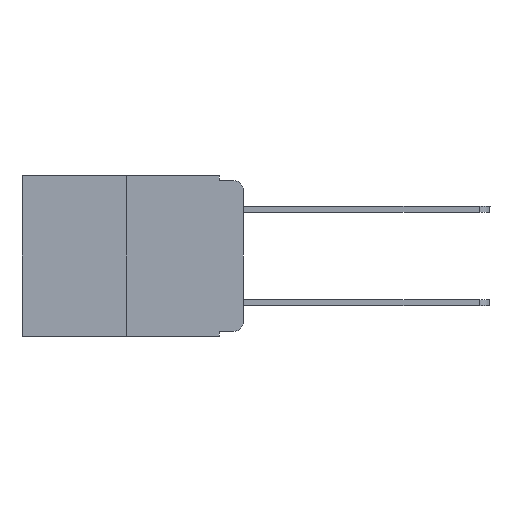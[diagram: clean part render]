
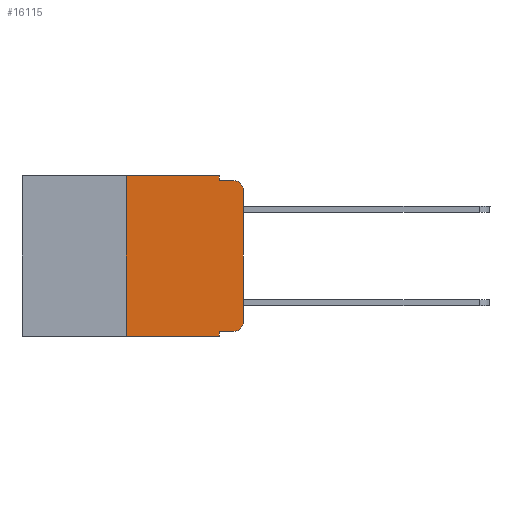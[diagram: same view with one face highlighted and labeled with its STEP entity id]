
A CAD part, left-side view. The second image highlights one B-rep face of the part: STEP entity #16115.
In plain terms, the highlighted planar face has unit normal (-1, 0, 0).
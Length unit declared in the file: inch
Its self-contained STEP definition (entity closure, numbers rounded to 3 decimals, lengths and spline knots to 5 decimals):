
#244 = ORIENTED_EDGE ( 'NONE', *, *, #17230, .F. ) ;
#257 = VECTOR ( 'NONE', #14330, 39.37008 ) ;
#810 = CARTESIAN_POINT ( 'NONE',  ( 0., 0.25, 0. ) ) ;
#945 = ORIENTED_EDGE ( 'NONE', *, *, #16233, .F. ) ;
#1076 = EDGE_CURVE ( 'NONE', #20857, #7854, #9428, .T. ) ;
#1095 = DIRECTION ( 'NONE',  ( 0., -1., 0. ) ) ;
#1222 = DIRECTION ( 'NONE',  ( 0., 0., -1. ) ) ;
#1451 = ORIENTED_EDGE ( 'NONE', *, *, #1076, .T. ) ;
#1942 = VERTEX_POINT ( 'NONE', #18055 ) ;
#2104 = VECTOR ( 'NONE', #6965, 39.37008 ) ;
#2133 = ORIENTED_EDGE ( 'NONE', *, *, #18337, .T. ) ;
#2618 = FACE_OUTER_BOUND ( 'NONE', #13314, .T. ) ;
#2758 = VERTEX_POINT ( 'NONE', #10278 ) ;
#2844 = CARTESIAN_POINT ( 'NONE',  ( 0., 0.02, -0.03 ) ) ;
#3035 = LINE ( 'NONE', #6214, #12263 ) ;
#3058 = CARTESIAN_POINT ( 'NONE',  ( 0., 0.051, 0. ) ) ;
#3177 = VERTEX_POINT ( 'NONE', #4592 ) ;
#3264 = EDGE_CURVE ( 'NONE', #13500, #9597, #10130, .T. ) ;
#3478 = LINE ( 'NONE', #9991, #2104 ) ;
#3532 = CARTESIAN_POINT ( 'NONE',  ( 0., 0.02, -0.313 ) ) ;
#4375 = EDGE_CURVE ( 'NONE', #11335, #19952, #3035, .T. ) ;
#4481 = EDGE_CURVE ( 'NONE', #7172, #2758, #19789, .T. ) ;
#4592 = CARTESIAN_POINT ( 'NONE',  ( 0., 0.051, -0.333 ) ) ;
#5086 = CARTESIAN_POINT ( 'NONE',  ( 0., 0.02, -0.01 ) ) ;
#5113 = ORIENTED_EDGE ( 'NONE', *, *, #15887, .F. ) ;
#5433 = CARTESIAN_POINT ( 'NONE',  ( 0., 0.473, 0. ) ) ;
#6214 = CARTESIAN_POINT ( 'NONE',  ( 0., 0.051, -0.01 ) ) ;
#6965 = DIRECTION ( 'NONE',  ( 0., -1., 0. ) ) ;
#7100 = DIRECTION ( 'NONE',  ( 0., 0., -1. ) ) ;
#7172 = VERTEX_POINT ( 'NONE', #810 ) ;
#7308 = CARTESIAN_POINT ( 'NONE',  ( 0., 0.473, 0. ) ) ;
#7525 = PLANE ( 'NONE',  #17849 ) ;
#7854 = VERTEX_POINT ( 'NONE', #13540 ) ;
#8538 = DIRECTION ( 'NONE',  ( 0., 0., -1. ) ) ;
#9307 = CARTESIAN_POINT ( 'NONE',  ( 0., 0.051, -0.01 ) ) ;
#9362 = LINE ( 'NONE', #21034, #257 ) ;
#9428 = LINE ( 'NONE', #16008, #14235 ) ;
#9597 = VERTEX_POINT ( 'NONE', #14707 ) ;
#9991 = CARTESIAN_POINT ( 'NONE',  ( 0., 0.051, -0.333 ) ) ;
#10014 = LINE ( 'NONE', #11971, #15394 ) ;
#10125 = ORIENTED_EDGE ( 'NONE', *, *, #4375, .F. ) ;
#10130 = CIRCLE ( 'NONE', #21186, 0.02 ) ;
#10278 = CARTESIAN_POINT ( 'NONE',  ( 0., 0.051, 0. ) ) ;
#10979 = LINE ( 'NONE', #3058, #14725 ) ;
#11100 = CIRCLE ( 'NONE', #21113, 0.02 ) ;
#11335 = VERTEX_POINT ( 'NONE', #9307 ) ;
#11680 = CARTESIAN_POINT ( 'NONE',  ( 0., 0.25, 0. ) ) ;
#11862 = DIRECTION ( 'NONE',  ( 0., 0., -1. ) ) ;
#11899 = DIRECTION ( 'NONE',  ( 0., -1., 0. ) ) ;
#11971 = CARTESIAN_POINT ( 'NONE',  ( 0., 0.051, 0. ) ) ;
#11985 = CARTESIAN_POINT ( 'NONE',  ( 0., 0.02, -0.333 ) ) ;
#12263 = VECTOR ( 'NONE', #1095, 39.37008 ) ;
#12376 = EDGE_CURVE ( 'NONE', #9597, #1942, #9362, .T. ) ;
#13078 = DIRECTION ( 'NONE',  ( 0., 0., 1. ) ) ;
#13314 = EDGE_LOOP ( 'NONE', ( #13666, #2133, #10125, #945, #18186, #244, #1451, #5113, #20644, #19616 ) ) ;
#13500 = VERTEX_POINT ( 'NONE', #11985 ) ;
#13540 = CARTESIAN_POINT ( 'NONE',  ( 0., 0.051, -0.343 ) ) ;
#13666 = ORIENTED_EDGE ( 'NONE', *, *, #12376, .T. ) ;
#14098 = DIRECTION ( 'NONE',  ( 1., 0., 0. ) ) ;
#14235 = VECTOR ( 'NONE', #14402, 39.37008 ) ;
#14330 = DIRECTION ( 'NONE',  ( 0., 0., 1. ) ) ;
#14402 = DIRECTION ( 'NONE',  ( 0., -1., 0. ) ) ;
#14707 = CARTESIAN_POINT ( 'NONE',  ( 0., 0., -0.313 ) ) ;
#14725 = VECTOR ( 'NONE', #1222, 39.37008 ) ;
#15394 = VECTOR ( 'NONE', #11862, 39.37008 ) ;
#15447 = VECTOR ( 'NONE', #13078, 39.37008 ) ;
#15860 = CARTESIAN_POINT ( 'NONE',  ( 0., 0.25, -0.343 ) ) ;
#15887 = EDGE_CURVE ( 'NONE', #3177, #7854, #10014, .T. ) ;
#15923 = DIRECTION ( 'NONE',  ( -1., 0., 0. ) ) ;
#16008 = CARTESIAN_POINT ( 'NONE',  ( 0., 0.473, -0.343 ) ) ;
#16115 = ADVANCED_FACE ( 'NONE', ( #2618 ), #7525, .F. ) ;
#16233 = EDGE_CURVE ( 'NONE', #2758, #11335, #10979, .T. ) ;
#16649 = LINE ( 'NONE', #11680, #15447 ) ;
#17230 = EDGE_CURVE ( 'NONE', #20857, #7172, #16649, .T. ) ;
#17624 = EDGE_CURVE ( 'NONE', #3177, #13500, #3478, .T. ) ;
#17849 = AXIS2_PLACEMENT_3D ( 'NONE', #7308, #14098, #7100 ) ;
#18055 = CARTESIAN_POINT ( 'NONE',  ( 0., 0., -0.03 ) ) ;
#18186 = ORIENTED_EDGE ( 'NONE', *, *, #4481, .F. ) ;
#18337 = EDGE_CURVE ( 'NONE', #1942, #19952, #11100, .T. ) ;
#18387 = DIRECTION ( 'NONE',  ( -1., 0., 0. ) ) ;
#18515 = VECTOR ( 'NONE', #11899, 39.37008 ) ;
#19616 = ORIENTED_EDGE ( 'NONE', *, *, #3264, .T. ) ;
#19789 = LINE ( 'NONE', #5433, #18515 ) ;
#19952 = VERTEX_POINT ( 'NONE', #5086 ) ;
#20644 = ORIENTED_EDGE ( 'NONE', *, *, #17624, .T. ) ;
#20857 = VERTEX_POINT ( 'NONE', #15860 ) ;
#21018 = DIRECTION ( 'NONE',  ( 0., 0., -1. ) ) ;
#21034 = CARTESIAN_POINT ( 'NONE',  ( 0., 0., 0. ) ) ;
#21113 = AXIS2_PLACEMENT_3D ( 'NONE', #2844, #15923, #21018 ) ;
#21186 = AXIS2_PLACEMENT_3D ( 'NONE', #3532, #18387, #8538 ) ;
